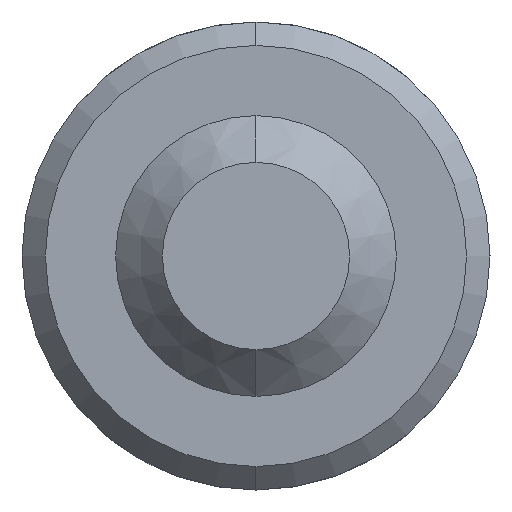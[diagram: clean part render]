
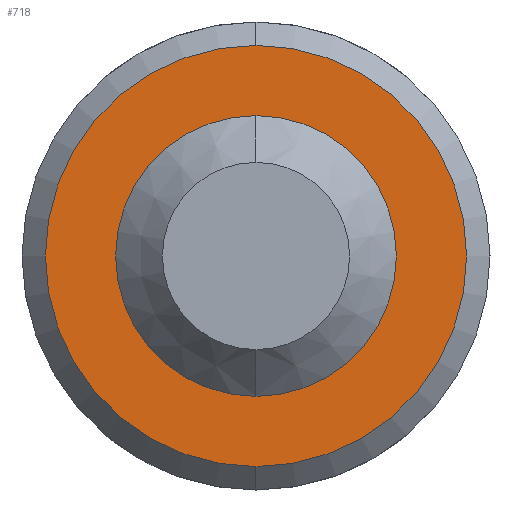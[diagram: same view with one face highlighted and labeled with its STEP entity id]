
A CAD part, left-side view. The second image highlights one B-rep face of the part: STEP entity #718.
In plain terms, the highlighted planar face has unit normal (-1, 0, 0).
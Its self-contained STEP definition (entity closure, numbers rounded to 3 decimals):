
#49 = VERTEX_POINT ( 'NONE', #68 ) ;
#55 = AXIS2_PLACEMENT_3D ( 'NONE', #214, #523, #218 ) ;
#68 = CARTESIAN_POINT ( 'NONE',  ( 0., 0., -2.2 ) ) ;
#109 = AXIS2_PLACEMENT_3D ( 'NONE', #436, #417, #788 ) ;
#128 = DIRECTION ( 'NONE',  ( 0., 0., -1. ) ) ;
#172 = EDGE_LOOP ( 'NONE', ( #663, #628 ) ) ;
#178 = EDGE_CURVE ( 'NONE', #689, #587, #286, .T. ) ;
#183 = CARTESIAN_POINT ( 'NONE',  ( 0., 0., 0. ) ) ;
#193 = EDGE_CURVE ( 'NONE', #49, #416, #387, .T. ) ;
#201 = EDGE_CURVE ( 'NONE', #416, #49, #460, .T. ) ;
#214 = CARTESIAN_POINT ( 'NONE',  ( 0., 0., 0. ) ) ;
#218 = DIRECTION ( 'NONE',  ( 0., 0., -1. ) ) ;
#248 = AXIS2_PLACEMENT_3D ( 'NONE', #413, #406, #714 ) ;
#286 = CIRCLE ( 'NONE', #709, 4.5 ) ;
#289 = CARTESIAN_POINT ( 'NONE',  ( 0., 0., 4.5 ) ) ;
#366 = DIRECTION ( 'NONE',  ( 0., 0., -1. ) ) ;
#374 = EDGE_CURVE ( 'NONE', #587, #689, #505, .T. ) ;
#387 = CIRCLE ( 'NONE', #55, 2.2 ) ;
#406 = DIRECTION ( 'NONE',  ( 1., 0., 0. ) ) ;
#413 = CARTESIAN_POINT ( 'NONE',  ( 0., 0., 0. ) ) ;
#416 = VERTEX_POINT ( 'NONE', #493 ) ;
#417 = DIRECTION ( 'NONE',  ( 1., 0., 0. ) ) ;
#427 = ORIENTED_EDGE ( 'NONE', *, *, #193, .T. ) ;
#433 = FACE_OUTER_BOUND ( 'NONE', #172, .T. ) ;
#436 = CARTESIAN_POINT ( 'NONE',  ( 0., 2.2, 0. ) ) ;
#460 = CIRCLE ( 'NONE', #248, 2.2 ) ;
#493 = CARTESIAN_POINT ( 'NONE',  ( 0., 0., 2.2 ) ) ;
#505 = CIRCLE ( 'NONE', #564, 4.5 ) ;
#510 = CARTESIAN_POINT ( 'NONE',  ( 0., 0., -4.5 ) ) ;
#523 = DIRECTION ( 'NONE',  ( 1., 0., 0. ) ) ;
#564 = AXIS2_PLACEMENT_3D ( 'NONE', #183, #674, #366 ) ;
#587 = VERTEX_POINT ( 'NONE', #510 ) ;
#613 = DIRECTION ( 'NONE',  ( 1., 0., 0. ) ) ;
#628 = ORIENTED_EDGE ( 'NONE', *, *, #178, .F. ) ;
#663 = ORIENTED_EDGE ( 'NONE', *, *, #374, .F. ) ;
#674 = DIRECTION ( 'NONE',  ( 1., 0., 0. ) ) ;
#683 = CARTESIAN_POINT ( 'NONE',  ( 0., 0., 0. ) ) ;
#688 = EDGE_LOOP ( 'NONE', ( #427, #716 ) ) ;
#689 = VERTEX_POINT ( 'NONE', #289 ) ;
#709 = AXIS2_PLACEMENT_3D ( 'NONE', #683, #613, #128 ) ;
#714 = DIRECTION ( 'NONE',  ( 0., 0., -1. ) ) ;
#716 = ORIENTED_EDGE ( 'NONE', *, *, #201, .T. ) ;
#718 = ADVANCED_FACE ( 'NONE', ( #433, #784 ), #726, .F. ) ;
#726 = PLANE ( 'NONE',  #109 ) ;
#784 = FACE_BOUND ( 'NONE', #688, .T. ) ;
#788 = DIRECTION ( 'NONE',  ( 0., 0., -1. ) ) ;
